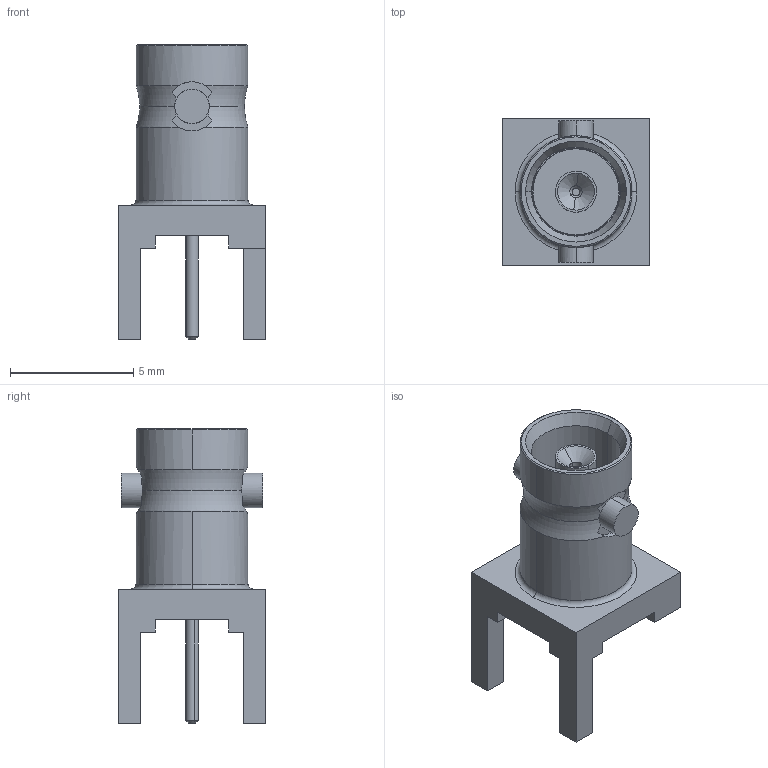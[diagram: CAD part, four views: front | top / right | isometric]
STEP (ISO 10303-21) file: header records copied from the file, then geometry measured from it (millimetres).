
FILE_DESCRIPTION (( 'STEP AP214' ), '1' );
FILE_NAME ('67-476-D66-8.3.STEP', '2024-07-31T08:25:57', ( '' ), ( '' ), 'SwSTEP 2.0', 'SolidWorks 2023', '' );
FILE_SCHEMA (( 'AUTOMOTIVE_DESIGN' ));
Length unit declared in the file: millimetre
Products named in the file (1): 67-476-D66-8.3
Bounding box: 6 x 6 x 11.96 mm (x, y, z)
Surface area: 358.6 mm2 (no closed solid volume)
Topology: 0 solids, 4 shells, 83 faces, 216 edges, 139 vertices
Faces by surface type: plane 37, cylinder 28, cone 10, torus 8
Entity records: 2600 total; most frequent: CARTESIAN_POINT 549, DIRECTION 431, ORIENTED_EDGE 418, EDGE_CURVE 216, AXIS2_PLACEMENT_3D 161, VERTEX_POINT 139, VECTOR 109, LINE 109
